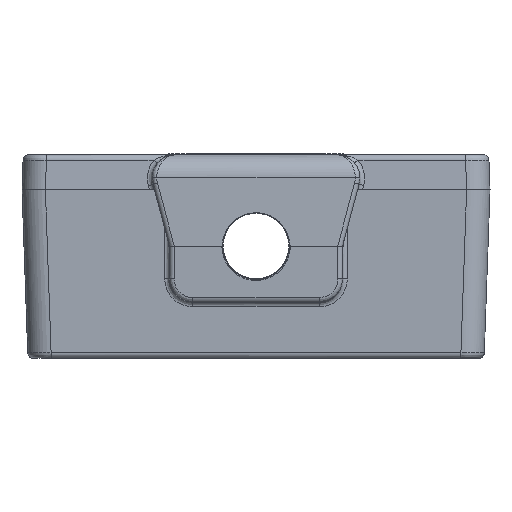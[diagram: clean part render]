
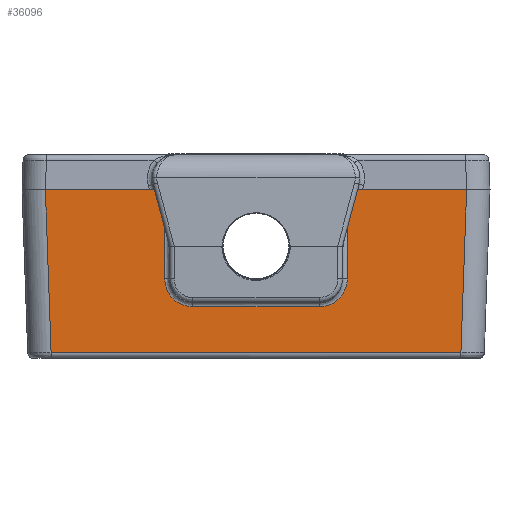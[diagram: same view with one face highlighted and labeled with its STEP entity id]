
A CAD part, left-side view. The second image highlights one B-rep face of the part: STEP entity #36096.
In plain terms, the highlighted planar face has unit normal (-1, 0, -0.018).
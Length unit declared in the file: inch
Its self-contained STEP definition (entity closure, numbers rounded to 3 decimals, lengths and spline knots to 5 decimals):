
#2260 = CARTESIAN_POINT ( 'NONE',  ( -2.26672, -0.4875, -0.05206 ) ) ;
#2299 = VERTEX_POINT ( 'NONE', #45492 ) ;
#3467 = EDGE_CURVE ( 'NONE', #39412, #159433, #199804, .T. ) ;
#5249 = EDGE_CURVE ( 'NONE', #144232, #2299, #118703, .T. ) ;
#9892 = LINE ( 'NONE', #45726, #37302 ) ;
#14333 = CARTESIAN_POINT ( 'NONE',  ( -2.25161, 0.4875, -0.91765 ) ) ;
#16637 = DIRECTION ( 'NONE',  ( 0.017, 0., -1. ) ) ;
#17580 = CARTESIAN_POINT ( 'NONE',  ( -2.26672, 0.4875, -0.05206 ) ) ;
#19478 = CARTESIAN_POINT ( 'NONE',  ( -2.26637, -0.4875, -0.0717 ) ) ;
#25159 = VECTOR ( 'NONE', #221957, 39.37008 ) ;
#26503 = VECTOR ( 'NONE', #16637, 39.37008 ) ;
#26547 = VECTOR ( 'NONE', #107308, 39.37008 ) ;
#27312 = ORIENTED_EDGE ( 'NONE', *, *, #205771, .F. ) ;
#31401 = VERTEX_POINT ( 'NONE', #219796 ) ;
#32542 = LINE ( 'NONE', #208287, #39922 ) ;
#34691 = EDGE_CURVE ( 'NONE', #159433, #74909, #222966, .T. ) ;
#36096 = ADVANCED_FACE ( 'NONE', ( #138981 ), #86954, .F. ) ;
#36818 = CARTESIAN_POINT ( 'NONE',  ( -2.2641, -1.375, -0.20206 ) ) ;
#37302 = VECTOR ( 'NONE', #116197, 39.37008 ) ;
#37872 = CARTESIAN_POINT ( 'NONE',  ( -2.2641, 0.3375, -0.20206 ) ) ;
#37930 = CARTESIAN_POINT ( 'NONE',  ( -2.26462, -0.42967, -0.17199 ) ) ;
#39412 = VERTEX_POINT ( 'NONE', #184426 ) ;
#39922 = VECTOR ( 'NONE', #206000, 39.37008 ) ;
#40133 = ORIENTED_EDGE ( 'NONE', *, *, #59604, .F. ) ;
#43036 = CARTESIAN_POINT ( 'NONE',  ( -2.25977, 1.0946, -0.44802 ) ) ;
#45492 = CARTESIAN_POINT ( 'NONE',  ( -2.2641, 0.3375, -0.20206 ) ) ;
#45726 = CARTESIAN_POINT ( 'NONE',  ( -2.25161, -0.4875, -0.91765 ) ) ;
#50691 = CARTESIAN_POINT ( 'NONE',  ( -2.26511, 0.45743, -0.14423 ) ) ;
#54223 = LINE ( 'NONE', #36818, #26547 ) ;
#55279 = CARTESIAN_POINT ( 'NONE',  ( -2.26443, 0.41305, -0.18314 ) ) ;
#58082 = ORIENTED_EDGE ( 'NONE', *, *, #34691, .F. ) ;
#59604 = EDGE_CURVE ( 'NONE', #175058, #31401, #81234, .T. ) ;
#63825 = ORIENTED_EDGE ( 'NONE', *, *, #105219, .F. ) ;
#69226 = CARTESIAN_POINT ( 'NONE',  ( -2.26417, 0.37676, -0.19816 ) ) ;
#69811 = LINE ( 'NONE', #14333, #26503 ) ;
#74909 = VERTEX_POINT ( 'NONE', #211964 ) ;
#76090 = CARTESIAN_POINT ( 'NONE',  ( -2.26672, -0.4875, -0.05206 ) ) ;
#81234 = LINE ( 'NONE', #225725, #208329 ) ;
#83858 = EDGE_CURVE ( 'NONE', #228814, #139541, #177180, .T. ) ;
#84678 = DIRECTION ( 'NONE',  ( 1., 0., 0.017 ) ) ;
#84903 = CARTESIAN_POINT ( 'NONE',  ( -2.275, 0.4875, 0.4225 ) ) ;
#86954 = PLANE ( 'NONE',  #223086 ) ;
#88550 = ORIENTED_EDGE ( 'NONE', *, *, #5249, .F. ) ;
#91126 = CARTESIAN_POINT ( 'NONE',  ( -2.2641, -0.3375, -0.20206 ) ) ;
#97613 = EDGE_CURVE ( 'NONE', #2299, #228814, #54223, .T. ) ;
#100996 = ORIENTED_EDGE ( 'NONE', *, *, #97613, .F. ) ;
#105219 = EDGE_CURVE ( 'NONE', #31401, #182488, #32542, .T. ) ;
#107308 = DIRECTION ( 'NONE',  ( 0., -1., 0. ) ) ;
#108377 = CARTESIAN_POINT ( 'NONE',  ( -2.26637, 0.48746, -0.0717 ) ) ;
#116197 = DIRECTION ( 'NONE',  ( -0.017, 0., 1. ) ) ;
#118703 = B_SPLINE_CURVE_WITH_KNOTS ( 'NONE', 3,
 ( #228773, #108377, #212497, #195104, #50691, #178940, #55279, #69226, #196219, #37872 ),
 .UNSPECIFIED., .F., .F.,
 ( 4, 2, 2, 2, 4 ),
 ( 0., 0.25, 0.5, 0.75, 1. ),
 .UNSPECIFIED. ) ;
#126910 = CARTESIAN_POINT ( 'NONE',  ( -2.26417, -0.37677, -0.19816 ) ) ;
#131614 = DIRECTION ( 'NONE',  ( 0., -1., 0. ) ) ;
#135051 = CARTESIAN_POINT ( 'NONE',  ( -2.25184, -1.07867, -0.90408 ) ) ;
#138981 = FACE_OUTER_BOUND ( 'NONE', #141367, .T. ) ;
#139541 = VERTEX_POINT ( 'NONE', #2260 ) ;
#141367 = EDGE_LOOP ( 'NONE', ( #63825, #40133, #214668, #58082, #223965, #172980, #196447, #100996, #88550, #27312 ) ) ;
#142310 = CARTESIAN_POINT ( 'NONE',  ( -2.2641, -0.3375, -0.20206 ) ) ;
#144232 = VERTEX_POINT ( 'NONE', #17580 ) ;
#151220 = CARTESIAN_POINT ( 'NONE',  ( -2.275, -1.125, 0.4225 ) ) ;
#151367 = CARTESIAN_POINT ( 'NONE',  ( -2.2598, -0.6875, -0.44802 ) ) ;
#155150 = CARTESIAN_POINT ( 'NONE',  ( -2.25161, -1.375, -0.91765 ) ) ;
#159433 = VERTEX_POINT ( 'NONE', #151220 ) ;
#161624 = CARTESIAN_POINT ( 'NONE',  ( -2.2641, -0.35714, -0.20203 ) ) ;
#172980 = ORIENTED_EDGE ( 'NONE', *, *, #225335, .F. ) ;
#175058 = VERTEX_POINT ( 'NONE', #43036 ) ;
#177180 = B_SPLINE_CURVE_WITH_KNOTS ( 'NONE', 3,
 ( #91126, #161624, #126910, #212554, #37930, #180113, #214829, #217124, #19478, #76090 ),
 .UNSPECIFIED., .F., .F.,
 ( 4, 2, 2, 2, 4 ),
 ( 0., 0.25, 0.5, 0.75, 1. ),
 .UNSPECIFIED. ) ;
#178940 = CARTESIAN_POINT ( 'NONE',  ( -2.26462, 0.42968, -0.17202 ) ) ;
#180113 = CARTESIAN_POINT ( 'NONE',  ( -2.26511, -0.45745, -0.14424 ) ) ;
#182488 = VERTEX_POINT ( 'NONE', #84903 ) ;
#184426 = CARTESIAN_POINT ( 'NONE',  ( -2.275, -0.4875, 0.4225 ) ) ;
#185021 = EDGE_CURVE ( 'NONE', #74909, #175058, #223114, .T. ) ;
#187534 = DIRECTION ( 'NONE',  ( -0.017, 0.035, 0.999 ) ) ;
#188370 = VECTOR ( 'NONE', #131614, 39.37008 ) ;
#192374 = VECTOR ( 'NONE', #202139, 39.37008 ) ;
#195104 = CARTESIAN_POINT ( 'NONE',  ( -2.2654, 0.46861, -0.12763 ) ) ;
#195540 = DIRECTION ( 'NONE',  ( 0.017, 0., -1. ) ) ;
#196219 = CARTESIAN_POINT ( 'NONE',  ( -2.2641, 0.35713, -0.20207 ) ) ;
#196447 = ORIENTED_EDGE ( 'NONE', *, *, #83858, .F. ) ;
#199804 = LINE ( 'NONE', #219526, #188370 ) ;
#202139 = DIRECTION ( 'NONE',  ( 0.017, 0.035, -0.999 ) ) ;
#205771 = EDGE_CURVE ( 'NONE', #182488, #144232, #69811, .T. ) ;
#206000 = DIRECTION ( 'NONE',  ( 0., -1., 0. ) ) ;
#208287 = CARTESIAN_POINT ( 'NONE',  ( -2.275, -1.375, 0.4225 ) ) ;
#208329 = VECTOR ( 'NONE', #187534, 39.37008 ) ;
#211964 = CARTESIAN_POINT ( 'NONE',  ( -2.2598, -1.0946, -0.44802 ) ) ;
#212497 = CARTESIAN_POINT ( 'NONE',  ( -2.26603, 0.4836, -0.09133 ) ) ;
#212554 = CARTESIAN_POINT ( 'NONE',  ( -2.26443, -0.41306, -0.18317 ) ) ;
#214668 = ORIENTED_EDGE ( 'NONE', *, *, #185021, .F. ) ;
#214829 = CARTESIAN_POINT ( 'NONE',  ( -2.2654, -0.46858, -0.12761 ) ) ;
#217124 = CARTESIAN_POINT ( 'NONE',  ( -2.26603, -0.4836, -0.09132 ) ) ;
#219526 = CARTESIAN_POINT ( 'NONE',  ( -2.275, -1.375, 0.4225 ) ) ;
#219796 = CARTESIAN_POINT ( 'NONE',  ( -2.275, 1.125, 0.4225 ) ) ;
#221957 = DIRECTION ( 'NONE',  ( 0., 1., 0. ) ) ;
#222966 = LINE ( 'NONE', #135051, #192374 ) ;
#223086 = AXIS2_PLACEMENT_3D ( 'NONE', #155150, #84678, #195540 ) ;
#223114 = LINE ( 'NONE', #151367, #25159 ) ;
#223965 = ORIENTED_EDGE ( 'NONE', *, *, #3467, .F. ) ;
#225335 = EDGE_CURVE ( 'NONE', #139541, #39412, #9892, .T. ) ;
#225725 = CARTESIAN_POINT ( 'NONE',  ( -2.2598, 1.0946, -0.44802 ) ) ;
#228773 = CARTESIAN_POINT ( 'NONE',  ( -2.26672, 0.4875, -0.05206 ) ) ;
#228814 = VERTEX_POINT ( 'NONE', #142310 ) ;
